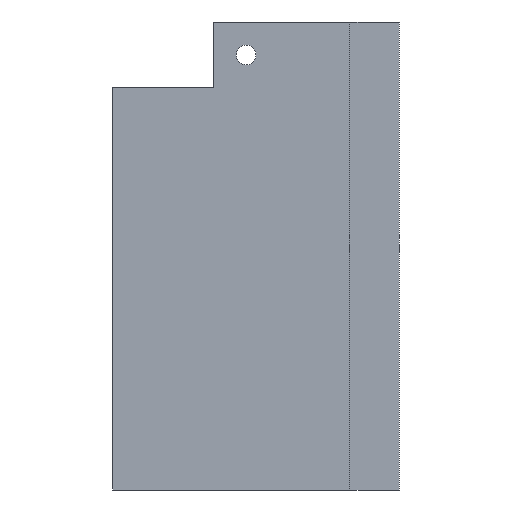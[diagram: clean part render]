
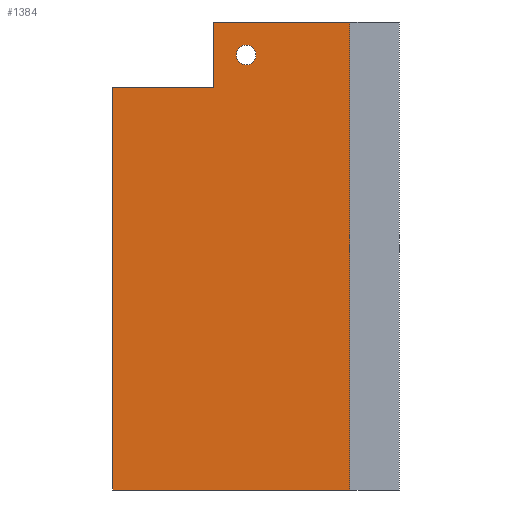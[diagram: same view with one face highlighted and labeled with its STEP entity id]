
A CAD part, left-side view. The second image highlights one B-rep face of the part: STEP entity #1384.
In plain terms, the highlighted planar face has unit normal (-1, 0, 0).
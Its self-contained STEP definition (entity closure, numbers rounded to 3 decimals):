
#1292=CARTESIAN_POINT('',(1131.279,0.816,-7.747));
#1293=VERTEX_POINT('',#1292);
#1300=CARTESIAN_POINT('',(1131.279,0.816,114.253));
#1301=VERTEX_POINT('',#1300);
#1302=CARTESIAN_POINT('',(1131.279,0.816,114.253));
#1303=DIRECTION('',(-0.,-0.,-1.));
#1304=VECTOR('',#1303,122.);
#1305=LINE('',#1302,#1304);
#1306=EDGE_CURVE('',#1301,#1293,#1305,.T.);
#1318=CARTESIAN_POINT('',(1131.279,-35.184,-6.247));
#1319=DIRECTION('',(-1.,0.,0.));
#1320=DIRECTION('',(-0.,-0.,-1.));
#1321=AXIS2_PLACEMENT_3D('',#1318,#1319,#1320);
#1322=PLANE('',#1321);
#1323=CARTESIAN_POINT('',(1131.279,-39.684,127.253));
#1324=VERTEX_POINT('',#1323);
#1325=CARTESIAN_POINT('',(1131.279,-39.684,121.253));
#1326=VERTEX_POINT('',#1325);
#1327=CARTESIAN_POINT('',(1131.279,-39.684,124.253));
#1328=DIRECTION('',(-1.,0.,0.));
#1329=DIRECTION('',(-0.,-0.,-1.));
#1330=AXIS2_PLACEMENT_3D('',#1327,#1328,#1329);
#1331=CIRCLE('',#1330,3.);
#1332=EDGE_CURVE('',#1324,#1326,#1331,.T.);
#1333=ORIENTED_EDGE('',*,*,#1332,.F.);
#1334=CARTESIAN_POINT('',(1131.279,-39.684,124.253));
#1335=DIRECTION('',(-1.,0.,0.));
#1336=DIRECTION('',(-0.,-0.,-1.));
#1337=AXIS2_PLACEMENT_3D('',#1334,#1335,#1336);
#1338=CIRCLE('',#1337,3.);
#1339=EDGE_CURVE('',#1326,#1324,#1338,.T.);
#1340=ORIENTED_EDGE('',*,*,#1339,.F.);
#1341=EDGE_LOOP('',(#1333,#1340));
#1342=FACE_BOUND('',#1341,.T.);
#1343=CARTESIAN_POINT('',(1131.279,-71.184,-7.747));
#1344=VERTEX_POINT('',#1343);
#1345=CARTESIAN_POINT('',(1131.279,-71.184,-7.747));
#1346=DIRECTION('',(0.,1.,-0.));
#1347=VECTOR('',#1346,72.);
#1348=LINE('',#1345,#1347);
#1349=EDGE_CURVE('',#1344,#1293,#1348,.T.);
#1350=ORIENTED_EDGE('',*,*,#1349,.F.);
#1351=CARTESIAN_POINT('',(1131.279,-71.184,134.253));
#1352=VERTEX_POINT('',#1351);
#1353=CARTESIAN_POINT('',(1131.279,-71.184,134.253));
#1354=DIRECTION('',(-0.,-0.,-1.));
#1355=VECTOR('',#1354,142.);
#1356=LINE('',#1353,#1355);
#1357=EDGE_CURVE('',#1352,#1344,#1356,.T.);
#1358=ORIENTED_EDGE('',*,*,#1357,.F.);
#1359=CARTESIAN_POINT('',(1131.279,-29.684,134.253));
#1360=VERTEX_POINT('',#1359);
#1361=CARTESIAN_POINT('',(1131.279,-71.184,134.253));
#1362=DIRECTION('',(0.,1.,-0.));
#1363=VECTOR('',#1362,41.5);
#1364=LINE('',#1361,#1363);
#1365=EDGE_CURVE('',#1352,#1360,#1364,.T.);
#1366=ORIENTED_EDGE('',*,*,#1365,.T.);
#1367=CARTESIAN_POINT('',(1131.279,-29.684,114.253));
#1368=VERTEX_POINT('',#1367);
#1369=CARTESIAN_POINT('',(1131.279,-29.684,134.253));
#1370=DIRECTION('',(0.,-0.,-1.));
#1371=VECTOR('',#1370,20.);
#1372=LINE('',#1369,#1371);
#1373=EDGE_CURVE('',#1360,#1368,#1372,.T.);
#1374=ORIENTED_EDGE('',*,*,#1373,.T.);
#1375=CARTESIAN_POINT('',(1131.279,-29.684,114.253));
#1376=DIRECTION('',(0.,1.,-0.));
#1377=VECTOR('',#1376,30.5);
#1378=LINE('',#1375,#1377);
#1379=EDGE_CURVE('',#1368,#1301,#1378,.T.);
#1380=ORIENTED_EDGE('',*,*,#1379,.T.);
#1381=ORIENTED_EDGE('',*,*,#1306,.T.);
#1382=EDGE_LOOP('',(#1350,#1358,#1366,#1374,#1380,#1381));
#1383=FACE_BOUND('',#1382,.T.);
#1384=ADVANCED_FACE('',(#1342,#1383),#1322,.T.);
